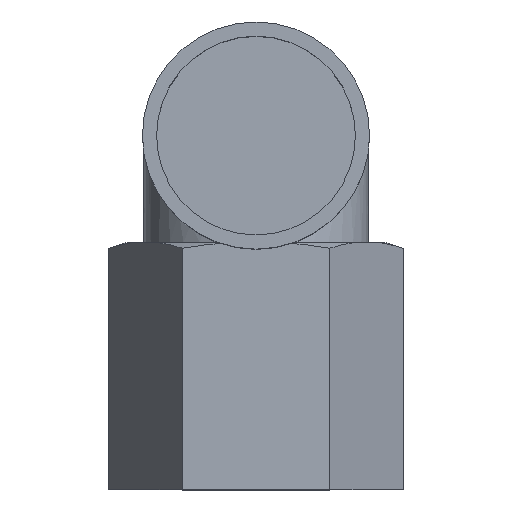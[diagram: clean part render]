
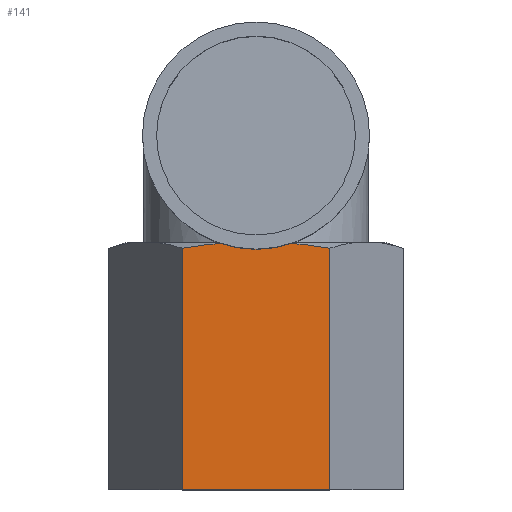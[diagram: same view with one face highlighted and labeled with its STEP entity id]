
A CAD part, top view. The second image highlights one B-rep face of the part: STEP entity #141.
In plain terms, the highlighted planar face has unit normal (0, 0, 1).
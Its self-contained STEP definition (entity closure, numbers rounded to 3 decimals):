
#141 = ADVANCED_FACE( '', ( #305 ), #306, .F. );
#305 = FACE_OUTER_BOUND( '', #523, .T. );
#306 = PLANE( '', #524 );
#523 = EDGE_LOOP( '', ( #846, #847, #848, #849, #850, #851, #852, #853 ) );
#524 = AXIS2_PLACEMENT_3D( '', #854, #855, #856 );
#846 = ORIENTED_EDGE( '', *, *, #1038, .F. );
#847 = ORIENTED_EDGE( '', *, *, #1034, .T. );
#848 = ORIENTED_EDGE( '', *, *, #1099, .T. );
#849 = ORIENTED_EDGE( '', *, *, #1144, .F. );
#850 = ORIENTED_EDGE( '', *, *, #1145, .F. );
#851 = ORIENTED_EDGE( '', *, *, #1146, .F. );
#852 = ORIENTED_EDGE( '', *, *, #1147, .T. );
#853 = ORIENTED_EDGE( '', *, *, #1138, .F. );
#854 = CARTESIAN_POINT( '', ( -12.99, 43.5, 22.5 ) );
#855 = DIRECTION( '', ( 0., 0., -1. ) );
#856 = DIRECTION( '', ( -1., 0., 0. ) );
#1034 = EDGE_CURVE( '', #1206, #1204, #1207, .T. );
#1038 = EDGE_CURVE( '', #1206, #1212, #1213, .T. );
#1099 = EDGE_CURVE( '', #1204, #1307, #1308, .T. );
#1138 = EDGE_CURVE( '', #1212, #1362, #1364, .T. );
#1144 = EDGE_CURVE( '', #1372, #1307, #1373, .T. );
#1145 = EDGE_CURVE( '', #1348, #1372, #1374, .T. );
#1146 = EDGE_CURVE( '', #1375, #1348, #1376, .T. );
#1147 = EDGE_CURVE( '', #1375, #1362, #1377, .T. );
#1204 = VERTEX_POINT( '', #1462 );
#1206 = VERTEX_POINT( '', #1465 );
#1207 = LINE( '', #1466, #1467 );
#1212 = VERTEX_POINT( '', #1478 );
#1213 = B_SPLINE_CURVE_WITH_KNOTS( '', 3, ( #1479, #1480, #1481, #1482 ), .UNSPECIFIED., .F., .F., ( 4, 4 ), ( 0.016, 0.024 ), .UNSPECIFIED. );
#1307 = VERTEX_POINT( '', #1671 );
#1308 = LINE( '', #1672, #1673 );
#1348 = VERTEX_POINT( '', #1742 );
#1362 = VERTEX_POINT( '', #1866 );
#1364 = LINE( '', #1868, #1869 );
#1372 = VERTEX_POINT( '', #1877 );
#1373 = LINE( '', #1878, #1879 );
#1374 = B_SPLINE_CURVE_WITH_KNOTS( '', 3, ( #1880, #1881, #1882, #1883, #1884, #1885 ), .UNSPECIFIED., .F., .F., ( 4, 2, 4 ), ( 0.034, 0.038, 0.042 ), .UNSPECIFIED. );
#1375 = VERTEX_POINT( '', #1886 );
#1376 = LINE( '', #1887, #1888 );
#1377 = CIRCLE( '', #1889, 18.992 );
#1462 = CARTESIAN_POINT( '', ( -12.99, 0., 22.5 ) );
#1465 = CARTESIAN_POINT( '', ( -12.99, 42.5, 22.5 ) );
#1466 = CARTESIAN_POINT( '', ( -12.99, 43.5, 22.5 ) );
#1467 = VECTOR( '', #1968, 1000. );
#1478 = CARTESIAN_POINT( '', ( -4.676, 43.5, 22.5 ) );
#1479 = CARTESIAN_POINT( '', ( -12.99, 42.5, 22.5 ) );
#1480 = CARTESIAN_POINT( '', ( -10.233, 42.96, 22.5 ) );
#1481 = CARTESIAN_POINT( '', ( -7.463, 43.311, 22.5 ) );
#1482 = CARTESIAN_POINT( '', ( -4.676, 43.5, 22.5 ) );
#1671 = CARTESIAN_POINT( '', ( 12.99, 0., 22.5 ) );
#1672 = CARTESIAN_POINT( '', ( -12.99, 0., 22.5 ) );
#1673 = VECTOR( '', #2040, 1000. );
#1742 = CARTESIAN_POINT( '', ( 4.676, 43.5, 22.5 ) );
#1866 = CARTESIAN_POINT( '', ( -3.024, 43.5, 22.5 ) );
#1868 = CARTESIAN_POINT( '', ( -12.99, 43.5, 22.5 ) );
#1869 = VECTOR( '', #2089, 1000. );
#1877 = CARTESIAN_POINT( '', ( 12.99, 42.5, 22.5 ) );
#1878 = CARTESIAN_POINT( '', ( 12.99, 43.5, 22.5 ) );
#1879 = VECTOR( '', #2096, 1000. );
#1880 = CARTESIAN_POINT( '', ( 4.676, 43.5, 22.5 ) );
#1881 = CARTESIAN_POINT( '', ( 6.059, 43.406, 22.5 ) );
#1882 = CARTESIAN_POINT( '', ( 7.445, 43.272, 22.5 ) );
#1883 = CARTESIAN_POINT( '', ( 10.227, 42.933, 22.5 ) );
#1884 = CARTESIAN_POINT( '', ( 11.612, 42.73, 22.5 ) );
#1885 = CARTESIAN_POINT( '', ( 12.99, 42.5, 22.5 ) );
#1886 = CARTESIAN_POINT( '', ( 3.024, 43.5, 22.5 ) );
#1887 = CARTESIAN_POINT( '', ( -12.99, 43.5, 22.5 ) );
#1888 = VECTOR( '', #2097, 1000. );
#1889 = AXIS2_PLACEMENT_3D( '', #2098, #2099, #2100 );
#1968 = DIRECTION( '', ( 0., -1., 0. ) );
#2040 = DIRECTION( '', ( 1., 0., 0. ) );
#2089 = DIRECTION( '', ( 1., 0., 0. ) );
#2096 = DIRECTION( '', ( 0., -1., 0. ) );
#2097 = DIRECTION( '', ( 1., 0., 0. ) );
#2098 = CARTESIAN_POINT( '', ( 0., 62.25, 22.5 ) );
#2099 = DIRECTION( '', ( 0., 0., -1. ) );
#2100 = DIRECTION( '', ( -1., 0., 0. ) );
